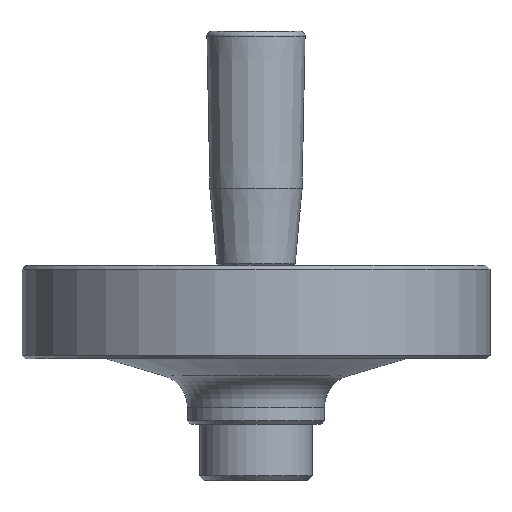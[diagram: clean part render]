
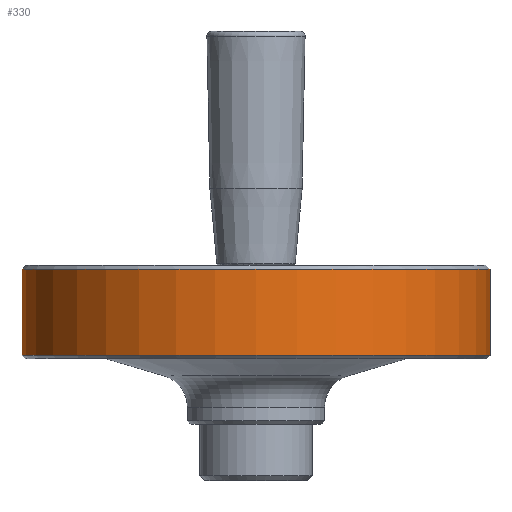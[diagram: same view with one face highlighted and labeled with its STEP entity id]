
A CAD part, front view. The second image highlights one B-rep face of the part: STEP entity #330.
In plain terms, the highlighted cylindrical face has radius 50 mm (diameter 100 mm), a full revolution.
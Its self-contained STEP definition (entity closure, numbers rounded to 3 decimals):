
#330 = ADVANCED_FACE( '', ( #799, #800 ), #801, .T. );
#799 = FACE_OUTER_BOUND( '', #1619, .T. );
#800 = FACE_OUTER_BOUND( '', #1620, .T. );
#801 = CYLINDRICAL_SURFACE( '', #1621, 50. );
#1619 = EDGE_LOOP( '', ( #2484 ) );
#1620 = EDGE_LOOP( '', ( #2485 ) );
#1621 = AXIS2_PLACEMENT_3D( '', #2486, #2487, #2488 );
#2484 = ORIENTED_EDGE( '', *, *, #3898, .T. );
#2485 = ORIENTED_EDGE( '', *, *, #3724, .T. );
#2486 = CARTESIAN_POINT( '', ( 0., 0., 57.15 ) );
#2487 = DIRECTION( '', ( 0., 0., -1. ) );
#2488 = DIRECTION( '', ( 1., 0., 0. ) );
#3724 = EDGE_CURVE( '', #4372, #4372, #4373, .T. );
#3898 = EDGE_CURVE( '', #4655, #4655, #4656, .T. );
#4372 = VERTEX_POINT( '', #5279 );
#4373 = CIRCLE( '', #5280, 50. );
#4655 = VERTEX_POINT( '', #5820 );
#4656 = CIRCLE( '', #5821, 50. );
#5279 = CARTESIAN_POINT( '', ( -50., 0., 33.2 ) );
#5280 = AXIS2_PLACEMENT_3D( '', #6682, #6683, #6684 );
#5820 = CARTESIAN_POINT( '', ( 50., 0., 14.8 ) );
#5821 = AXIS2_PLACEMENT_3D( '', #6924, #6925, #6926 );
#6682 = CARTESIAN_POINT( '', ( 0., 0., 33.2 ) );
#6683 = DIRECTION( '', ( 0., 0., -1. ) );
#6684 = DIRECTION( '', ( -1., 0., 0. ) );
#6924 = CARTESIAN_POINT( '', ( 0., 0., 14.8 ) );
#6925 = DIRECTION( '', ( 0., 0., 1. ) );
#6926 = DIRECTION( '', ( 1., 0., 0. ) );
